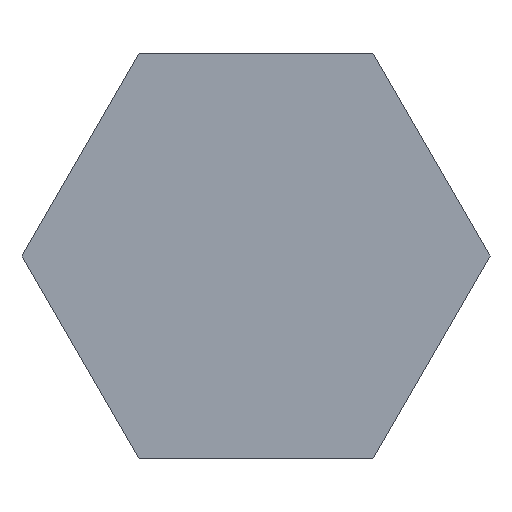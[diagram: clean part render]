
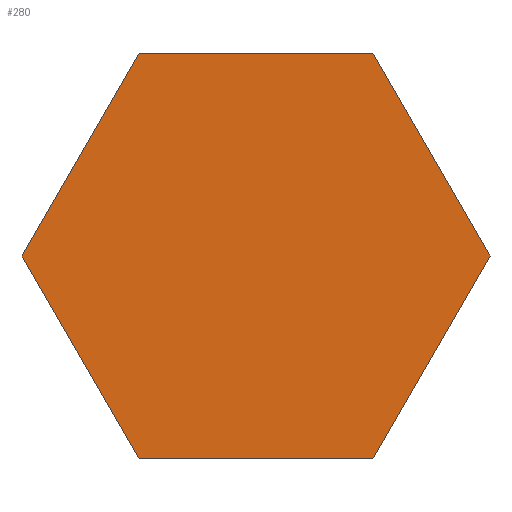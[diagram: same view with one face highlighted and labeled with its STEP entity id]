
A CAD part, front view. The second image highlights one B-rep face of the part: STEP entity #280.
In plain terms, the highlighted planar face has unit normal (0, -1, 0).
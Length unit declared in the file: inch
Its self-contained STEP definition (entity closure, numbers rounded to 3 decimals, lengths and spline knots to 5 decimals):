
#30=FACE_OUTER_BOUND('',#46,.T.);
#46=EDGE_LOOP('',(#245,#246,#247,#248,#249,#250));
#65=LINE('',#427,#101);
#69=LINE('',#435,#105);
#72=LINE('',#441,#108);
#75=LINE('',#447,#111);
#78=LINE('',#453,#114);
#81=LINE('',#458,#117);
#101=VECTOR('',#354,0.3937);
#105=VECTOR('',#360,0.3937);
#108=VECTOR('',#365,0.3937);
#111=VECTOR('',#370,0.3937);
#114=VECTOR('',#375,0.3937);
#117=VECTOR('',#380,0.3937);
#131=VERTEX_POINT('',#425);
#132=VERTEX_POINT('',#426);
#135=VERTEX_POINT('',#434);
#137=VERTEX_POINT('',#440);
#139=VERTEX_POINT('',#446);
#141=VERTEX_POINT('',#452);
#161=EDGE_CURVE('',#131,#132,#65,.T.);
#165=EDGE_CURVE('',#135,#131,#69,.T.);
#168=EDGE_CURVE('',#137,#135,#72,.T.);
#171=EDGE_CURVE('',#139,#137,#75,.T.);
#174=EDGE_CURVE('',#141,#139,#78,.T.);
#177=EDGE_CURVE('',#132,#141,#81,.T.);
#245=ORIENTED_EDGE('',*,*,#177,.F.);
#246=ORIENTED_EDGE('',*,*,#161,.F.);
#247=ORIENTED_EDGE('',*,*,#165,.F.);
#248=ORIENTED_EDGE('',*,*,#168,.F.);
#249=ORIENTED_EDGE('',*,*,#171,.F.);
#250=ORIENTED_EDGE('',*,*,#174,.F.);
#265=PLANE('',#317);
#280=ADVANCED_FACE('',(#30),#265,.F.);
#317=AXIS2_PLACEMENT_3D('',#461,#384,#385);
#354=DIRECTION('',(0.5,0.,0.866));
#360=DIRECTION('',(-0.5,0.,0.866));
#365=DIRECTION('',(-1.,0.,0.));
#370=DIRECTION('',(-0.5,0.,-0.866));
#375=DIRECTION('',(0.5,0.,-0.866));
#380=DIRECTION('',(1.,0.,0.));
#384=DIRECTION('center_axis',(0.,1.,0.));
#385=DIRECTION('ref_axis',(0.,0.,1.));
#425=CARTESIAN_POINT('',(-5.60983,0.,0.));
#426=CARTESIAN_POINT('',(-2.80491,0.,4.85825));
#427=CARTESIAN_POINT('',(-5.60983,0.,0.));
#434=CARTESIAN_POINT('',(-2.80491,0.,-4.85825));
#435=CARTESIAN_POINT('',(-2.80491,0.,-4.85825));
#440=CARTESIAN_POINT('',(2.80491,0.,-4.85825));
#441=CARTESIAN_POINT('',(2.80491,0.,-4.85825));
#446=CARTESIAN_POINT('',(5.60983,0.,0.));
#447=CARTESIAN_POINT('',(5.60983,0.,0.));
#452=CARTESIAN_POINT('',(2.80491,0.,4.85825));
#453=CARTESIAN_POINT('',(2.80491,0.,4.85825));
#458=CARTESIAN_POINT('',(-2.80491,0.,4.85825));
#461=CARTESIAN_POINT('Origin',(0.,0.,0.));
